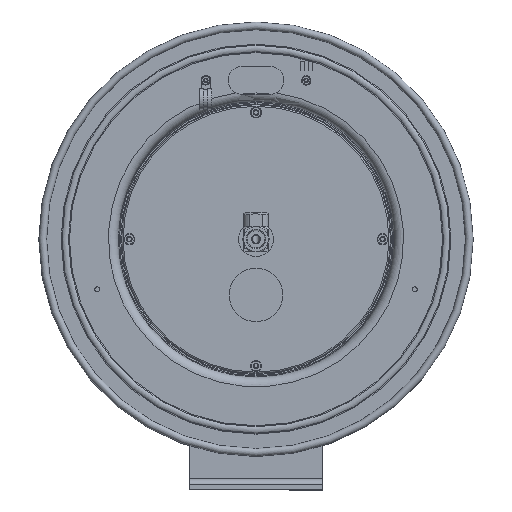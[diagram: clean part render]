
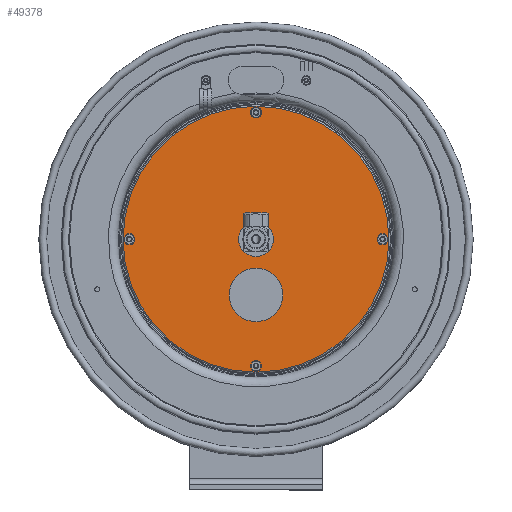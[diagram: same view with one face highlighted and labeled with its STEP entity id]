
A CAD part, top view. The second image highlights one B-rep face of the part: STEP entity #49378.
In plain terms, the highlighted planar face has unit normal (0, 0, 1).
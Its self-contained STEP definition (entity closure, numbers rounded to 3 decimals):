
#2614=FACE_BOUND('',#7980,.T.);
#2615=FACE_BOUND('',#7981,.T.);
#2616=FACE_BOUND('',#7982,.T.);
#2617=FACE_BOUND('',#7983,.T.);
#2618=FACE_BOUND('',#7984,.T.);
#4363=CIRCLE('',#53053,5.97);
#4364=CIRCLE('',#53054,0.655);
#4365=CIRCLE('',#53055,0.14);
#4366=CIRCLE('',#53056,0.14);
#4367=CIRCLE('',#53057,0.14);
#4368=CIRCLE('',#53058,0.14);
#6121=FACE_OUTER_BOUND('',#7979,.T.);
#7979=EDGE_LOOP('',(#42117));
#7980=EDGE_LOOP('',(#42118));
#7981=EDGE_LOOP('',(#42119));
#7982=EDGE_LOOP('',(#42120));
#7983=EDGE_LOOP('',(#42121));
#7984=EDGE_LOOP('',(#42122));
#23315=VERTEX_POINT('',#84456);
#23316=VERTEX_POINT('',#84458);
#23317=VERTEX_POINT('',#84460);
#23318=VERTEX_POINT('',#84462);
#23319=VERTEX_POINT('',#84464);
#23320=VERTEX_POINT('',#84466);
#31501=EDGE_CURVE('',#23315,#23315,#4363,.T.);
#31502=EDGE_CURVE('',#23316,#23316,#4364,.T.);
#31503=EDGE_CURVE('',#23317,#23317,#4365,.T.);
#31504=EDGE_CURVE('',#23318,#23318,#4366,.T.);
#31505=EDGE_CURVE('',#23319,#23319,#4367,.T.);
#31506=EDGE_CURVE('',#23320,#23320,#4368,.T.);
#42117=ORIENTED_EDGE('',*,*,#31501,.F.);
#42118=ORIENTED_EDGE('',*,*,#31502,.T.);
#42119=ORIENTED_EDGE('',*,*,#31503,.T.);
#42120=ORIENTED_EDGE('',*,*,#31504,.T.);
#42121=ORIENTED_EDGE('',*,*,#31505,.T.);
#42122=ORIENTED_EDGE('',*,*,#31506,.T.);
#46249=PLANE('',#53052);
#49378=ADVANCED_FACE('',(#6121,#2614,#2615,#2616,#2617,#2618),#46249,.T.);
#53052=AXIS2_PLACEMENT_3D('',#84455,#62059,#62060);
#53053=AXIS2_PLACEMENT_3D('',#84457,#62061,#62062);
#53054=AXIS2_PLACEMENT_3D('',#84459,#62063,#62064);
#53055=AXIS2_PLACEMENT_3D('',#84461,#62065,#62066);
#53056=AXIS2_PLACEMENT_3D('',#84463,#62067,#62068);
#53057=AXIS2_PLACEMENT_3D('',#84465,#62069,#62070);
#53058=AXIS2_PLACEMENT_3D('',#84467,#62071,#62072);
#62059=DIRECTION('center_axis',(0.,0.,
1.));
#62060=DIRECTION('ref_axis',(-1.,0.,0.));
#62061=DIRECTION('center_axis',(0.,0.,
-1.));
#62062=DIRECTION('ref_axis',(-1.,0.,0.));
#62063=DIRECTION('center_axis',(0.,0.,
-1.));
#62064=DIRECTION('ref_axis',(1.,0.,0.));
#62065=DIRECTION('center_axis',(0.,0.,
-1.));
#62066=DIRECTION('ref_axis',(-1.,0.,0.));
#62067=DIRECTION('center_axis',(0.,0.,
-1.));
#62068=DIRECTION('ref_axis',(-1.,0.,0.));
#62069=DIRECTION('center_axis',(0.,0.,
-1.));
#62070=DIRECTION('ref_axis',(-1.,0.,0.));
#62071=DIRECTION('center_axis',(0.,0.,
-1.));
#62072=DIRECTION('ref_axis',(-1.,0.,0.));
#84455=CARTESIAN_POINT('Origin',(0.,11.252,
4.62));
#84456=CARTESIAN_POINT('',(5.97,11.252,4.62));
#84457=CARTESIAN_POINT('Origin',(0.,11.252,
4.62));
#84458=CARTESIAN_POINT('',(-0.655,11.252,4.62));
#84459=CARTESIAN_POINT('Origin',(0.,11.252,
4.62));
#84460=CARTESIAN_POINT('',(-5.828,11.252,4.62));
#84461=CARTESIAN_POINT('Origin',(-5.688,11.252,4.62));
#84462=CARTESIAN_POINT('',(5.547,11.252,4.62));
#84463=CARTESIAN_POINT('Origin',(5.687,11.252,4.62));
#84464=CARTESIAN_POINT('',(-0.14,5.564,4.62));
#84465=CARTESIAN_POINT('Origin',(0.,5.564,
4.62));
#84466=CARTESIAN_POINT('',(-0.14,16.939,4.62));
#84467=CARTESIAN_POINT('Origin',(0.,16.939,
4.62));
